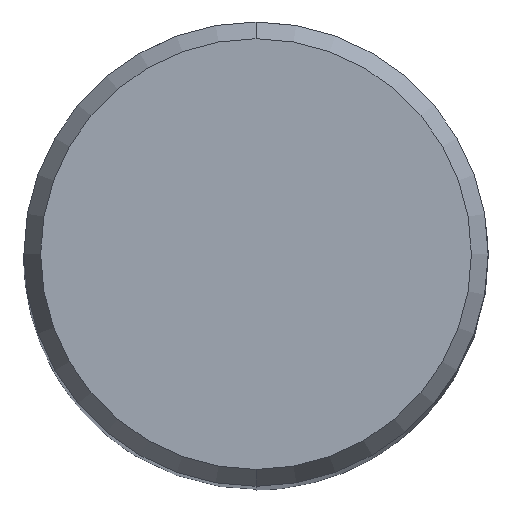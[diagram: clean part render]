
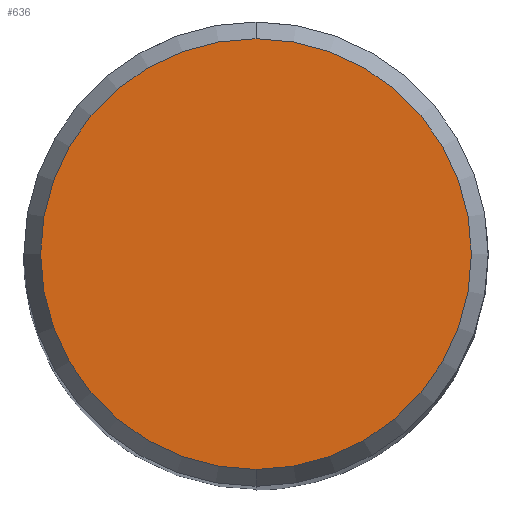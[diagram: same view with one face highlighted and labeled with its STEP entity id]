
A CAD part, top view. The second image highlights one B-rep face of the part: STEP entity #636.
In plain terms, the highlighted planar face has unit normal (0, 0, 1).
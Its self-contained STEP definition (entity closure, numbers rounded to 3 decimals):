
#636=ADVANCED_FACE('',(#1306),#1307,.T.);
#640=VERTEX_POINT('',#1312);
#750=EDGE_CURVE('',#816,#640,#1437,.T.);
#782=EDGE_CURVE('',#640,#816,#1470,.T.);
#816=VERTEX_POINT('',#1508);
#1306=FACE_OUTER_BOUND('',#2263,.T.);
#1307=PLANE('',#2264);
#1312=CARTESIAN_POINT('',(0.0,7.423,0.0));
#1437=CIRCLE('',#2456,7.423);
#1470=CIRCLE('',#2544,7.423);
#1508=CARTESIAN_POINT('',(0.,-7.423,0.0));
#2263=EDGE_LOOP('',(#3156,#3157));
#2264=AXIS2_PLACEMENT_3D('',#3158,#3159,#3160);
#2456=AXIS2_PLACEMENT_3D('',#3331,#3332,#3333);
#2544=AXIS2_PLACEMENT_3D('',#3356,#3357,#3358);
#3156=ORIENTED_EDGE('',*,*,#782,.F.);
#3157=ORIENTED_EDGE('',*,*,#750,.F.);
#3158=CARTESIAN_POINT('',(0.0,3.711,0.0));
#3159=DIRECTION('',(-0.0,0.0,1.0));
#3160=DIRECTION('',(0.0,-1.0,0.0));
#3331=CARTESIAN_POINT('',(0.0,0.0,0.0));
#3332=DIRECTION('',(0.0,0.0,-1.0));
#3333=DIRECTION('',(0.0,1.0,0.0));
#3356=CARTESIAN_POINT('',(0.0,0.0,0.0));
#3357=DIRECTION('',(0.0,0.0,-1.0));
#3358=DIRECTION('',(0.0,1.0,0.0));
